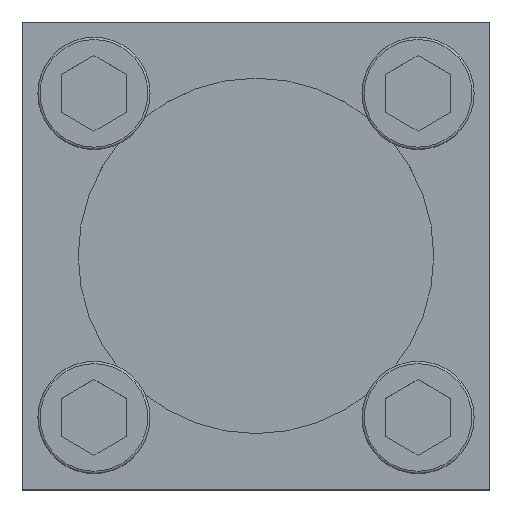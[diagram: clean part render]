
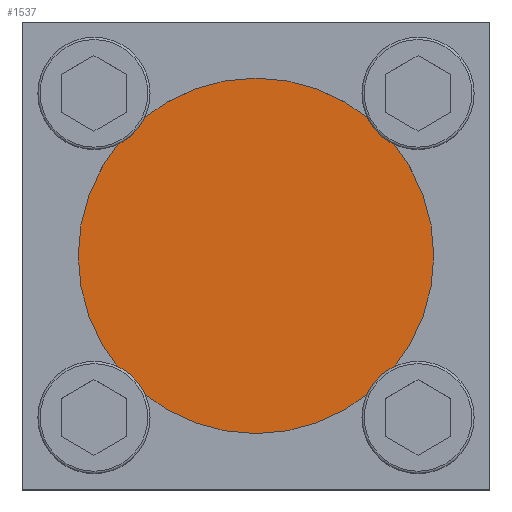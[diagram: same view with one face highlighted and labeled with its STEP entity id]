
A CAD part, top view. The second image highlights one B-rep face of the part: STEP entity #1537.
In plain terms, the highlighted planar face has unit normal (0, 0, 1).
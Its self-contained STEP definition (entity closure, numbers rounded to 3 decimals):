
#350=PLANE('',#1664);
#482=ORIENTED_EDGE('',*,*,#824,.F.);
#824=EDGE_CURVE('',#1022,#1022,#1168,.T.);
#1022=VERTEX_POINT('',#2264);
#1168=CIRCLE('',#1657,38.);
#1226=EDGE_LOOP('',(#482));
#1380=FACE_BOUND('',#1226,.T.);
#1537=ADVANCED_FACE('',(#1380),#350,.F.);
#1657=AXIS2_PLACEMENT_3D('',#2263,#1819,#1820);
#1664=AXIS2_PLACEMENT_3D('',#2339,#1869,#1870);
#1819=DIRECTION('',(0.,0.,-1.));
#1820=DIRECTION('',(-1.,0.,0.));
#1869=DIRECTION('',(0.,0.,-1.));
#1870=DIRECTION('',(-1.,0.,0.));
#2263=CARTESIAN_POINT('',(0.,0.,0.));
#2264=CARTESIAN_POINT('',(-38.,0.,0.));
#2339=CARTESIAN_POINT('',(0.,0.,0.));
